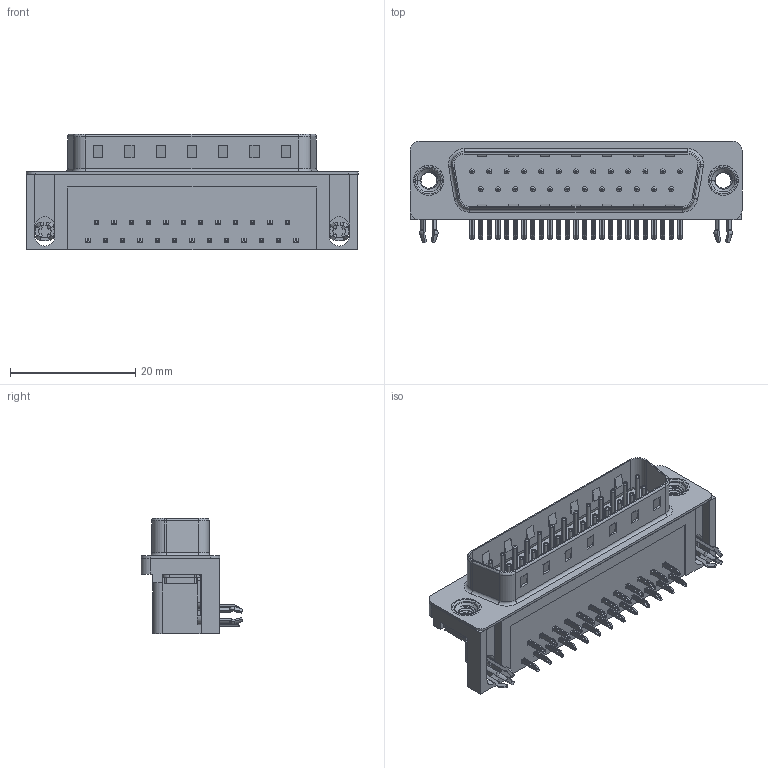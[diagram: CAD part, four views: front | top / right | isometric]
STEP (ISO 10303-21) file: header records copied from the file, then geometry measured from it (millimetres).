
FILE_DESCRIPTION (( 'STEP AP203' ), '1' );
FILE_NAME ('621-025-360-545.STEP', '2019-11-19T04:42:15', ( '' ), ( '' ), 'SwSTEP 2.0', 'SolidWorks 2016', '' );
FILE_SCHEMA (( 'CONFIG_CONTROL_DESIGN' ));
Length unit declared in the file: millimetre
Products named in the file (7): 621 Contact Bottom; 621 Shell_25 Socket; 621 M3 Threaded Rivet; 621-025-360-545; 621 4 Prong Board Lock; 621 Contact Top; 621 Housing_25 Socket
Assembly tree (31 placements, depth 2):
  621-025-360-545
    621 Housing_25 Socket
    621 Shell_25 Socket
    621 Contact Bottom  x12
    621 Contact Top  x13
    621 4 Prong Board Lock  x2
    621 M3 Threaded Rivet  x2
Bounding box: 53.04 x 16.25 x 18.4 mm (x, y, z)
Volume: 6351.8 mm3; surface area: 7760.7 mm2
Topology: 31 solids, 31 shells, 2383 faces, 5967 edges, 3703 vertices
Faces by surface type: plane 1447, cylinder 669, torus 213, cone 48, bspline 6
Entity records: 24313 total; most frequent: CARTESIAN_POINT 5175, DIRECTION 3775, ORIENTED_EDGE 3622, EDGE_CURVE 1811, AXIS2_PLACEMENT_3D 1267, VECTOR 1241, LINE 1241, VERTEX_POINT 1166
